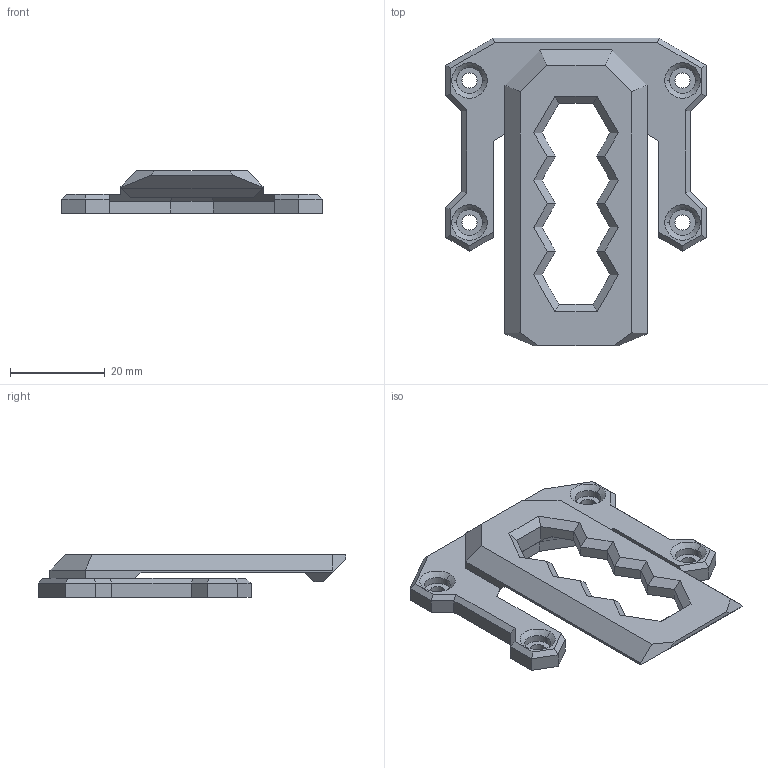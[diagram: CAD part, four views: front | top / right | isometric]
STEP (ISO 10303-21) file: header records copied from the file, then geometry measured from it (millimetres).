
FILE_DESCRIPTION (( 'STEP AP214' ), '1' );
FILE_NAME ('clip3.STEP', '2025-05-31T08:11:55', ( '' ), ( '' ), 'SwSTEP 2.0', 'SolidWorks 2024', '' );
FILE_SCHEMA (( 'AUTOMOTIVE_DESIGN' ));
Length unit declared in the file: millimetre
Products named in the file (1): clip3
Bounding box: 55 x 65 x 9 mm (x, y, z)
Volume: 9173.3 mm3; surface area: 6226.7 mm2
Topology: 1 solids, 1 shells, 130 faces, 321 edges, 196 vertices
Faces by surface type: plane 106, cylinder 16, cone 8
Entity records: 3776 total; most frequent: CARTESIAN_POINT 648, ORIENTED_EDGE 642, DIRECTION 623, EDGE_CURVE 321, LINE 281, VECTOR 281, VERTEX_POINT 196, AXIS2_PLACEMENT_3D 171
